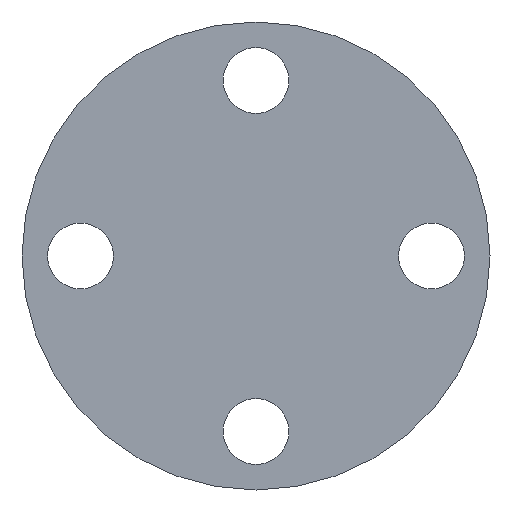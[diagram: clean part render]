
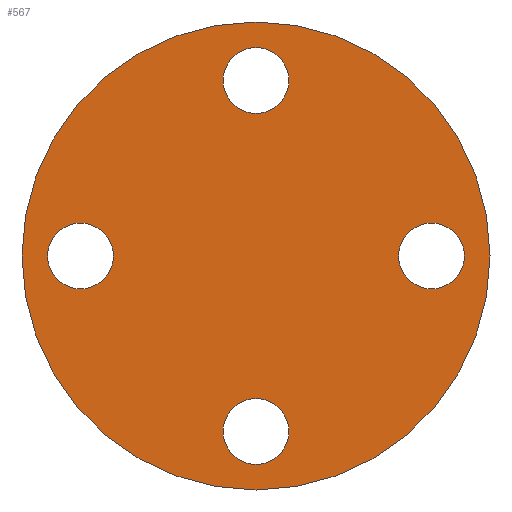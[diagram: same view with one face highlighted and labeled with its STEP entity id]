
A CAD part, front view. The second image highlights one B-rep face of the part: STEP entity #567.
In plain terms, the highlighted planar face has unit normal (0, -1, 0).
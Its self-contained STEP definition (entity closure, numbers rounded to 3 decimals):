
#27 = CARTESIAN_POINT ( 'NONE',  ( 0., 0., 14.25 ) ) ;
#30 = PLANE ( 'NONE',  #301 ) ;
#39 = ORIENTED_EDGE ( 'NONE', *, *, #375, .T. ) ;
#54 = CARTESIAN_POINT ( 'NONE',  ( -12., 0., 0. ) ) ;
#62 = CIRCLE ( 'NONE', #235, 2.25 ) ;
#63 = VERTEX_POINT ( 'NONE', #228 ) ;
#68 = FACE_BOUND ( 'NONE', #207, .T. ) ;
#69 = AXIS2_PLACEMENT_3D ( 'NONE', #486, #442, #250 ) ;
#75 = DIRECTION ( 'NONE',  ( 0., 1., 0. ) ) ;
#86 = DIRECTION ( 'NONE',  ( 0., 1., 0. ) ) ;
#103 = CIRCLE ( 'NONE', #578, 2.25 ) ;
#104 = CARTESIAN_POINT ( 'NONE',  ( 0., 0., 16. ) ) ;
#110 = CARTESIAN_POINT ( 'NONE',  ( 0., 0., -14.25 ) ) ;
#117 = VERTEX_POINT ( 'NONE', #310 ) ;
#118 = DIRECTION ( 'NONE',  ( 0., 0., 1. ) ) ;
#132 = CIRCLE ( 'NONE', #505, 16. ) ;
#140 = VERTEX_POINT ( 'NONE', #494 ) ;
#144 = CARTESIAN_POINT ( 'NONE',  ( 0., 0., 9.75 ) ) ;
#148 = CIRCLE ( 'NONE', #332, 2.25 ) ;
#153 = EDGE_CURVE ( 'NONE', #140, #447, #281, .T. ) ;
#159 = DIRECTION ( 'NONE',  ( 0., 1., 0. ) ) ;
#160 = VERTEX_POINT ( 'NONE', #27 ) ;
#161 = CARTESIAN_POINT ( 'NONE',  ( 0., 0., -9.75 ) ) ;
#175 = ORIENTED_EDGE ( 'NONE', *, *, #352, .T. ) ;
#188 = CARTESIAN_POINT ( 'NONE',  ( 12., 0., 0. ) ) ;
#190 = ORIENTED_EDGE ( 'NONE', *, *, #585, .F. ) ;
#207 = EDGE_LOOP ( 'NONE', ( #401, #230 ) ) ;
#208 = CARTESIAN_POINT ( 'NONE',  ( 0., 0., -12. ) ) ;
#214 = CARTESIAN_POINT ( 'NONE',  ( 0., 0., 0. ) ) ;
#216 = EDGE_CURVE ( 'NONE', #525, #587, #519, .T. ) ;
#228 = CARTESIAN_POINT ( 'NONE',  ( 0., 0., -16. ) ) ;
#230 = ORIENTED_EDGE ( 'NONE', *, *, #467, .T. ) ;
#232 = CARTESIAN_POINT ( 'NONE',  ( 0., 0., -12. ) ) ;
#235 = AXIS2_PLACEMENT_3D ( 'NONE', #331, #246, #523 ) ;
#245 = EDGE_LOOP ( 'NONE', ( #347, #39 ) ) ;
#246 = DIRECTION ( 'NONE',  ( 0., 1., 0. ) ) ;
#250 = DIRECTION ( 'NONE',  ( 0., 0., 1. ) ) ;
#258 = VERTEX_POINT ( 'NONE', #144 ) ;
#268 = FACE_BOUND ( 'NONE', #302, .T. ) ;
#278 = CARTESIAN_POINT ( 'NONE',  ( -12., 0., 0. ) ) ;
#281 = CIRCLE ( 'NONE', #351, 2.25 ) ;
#290 = DIRECTION ( 'NONE',  ( 0., 1., 0. ) ) ;
#294 = CIRCLE ( 'NONE', #575, 2.25 ) ;
#299 = DIRECTION ( 'NONE',  ( 0., 0., 1. ) ) ;
#300 = DIRECTION ( 'NONE',  ( 0., 1., 0. ) ) ;
#301 = AXIS2_PLACEMENT_3D ( 'NONE', #540, #312, #118 ) ;
#302 = EDGE_LOOP ( 'NONE', ( #319, #175 ) ) ;
#306 = EDGE_CURVE ( 'NONE', #160, #258, #62, .T. ) ;
#310 = CARTESIAN_POINT ( 'NONE',  ( 12., 0., 2.25 ) ) ;
#312 = DIRECTION ( 'NONE',  ( 0., 1., 0. ) ) ;
#319 = ORIENTED_EDGE ( 'NONE', *, *, #153, .T. ) ;
#327 = EDGE_CURVE ( 'NONE', #117, #460, #103, .T. ) ;
#331 = CARTESIAN_POINT ( 'NONE',  ( 0., 0., 12. ) ) ;
#332 = AXIS2_PLACEMENT_3D ( 'NONE', #188, #86, #566 ) ;
#336 = DIRECTION ( 'NONE',  ( 0., 1., 0. ) ) ;
#339 = AXIS2_PLACEMENT_3D ( 'NONE', #577, #300, #490 ) ;
#343 = CARTESIAN_POINT ( 'NONE',  ( 12., 0., -2.25 ) ) ;
#347 = ORIENTED_EDGE ( 'NONE', *, *, #327, .T. ) ;
#351 = AXIS2_PLACEMENT_3D ( 'NONE', #278, #358, #418 ) ;
#352 = EDGE_CURVE ( 'NONE', #447, #140, #529, .T. ) ;
#353 = ORIENTED_EDGE ( 'NONE', *, *, #479, .T. ) ;
#355 = ORIENTED_EDGE ( 'NONE', *, *, #216, .T. ) ;
#356 = FACE_OUTER_BOUND ( 'NONE', #531, .T. ) ;
#358 = DIRECTION ( 'NONE',  ( 0., 1., 0. ) ) ;
#375 = EDGE_CURVE ( 'NONE', #460, #117, #148, .T. ) ;
#384 = CIRCLE ( 'NONE', #339, 16. ) ;
#399 = ORIENTED_EDGE ( 'NONE', *, *, #439, .F. ) ;
#401 = ORIENTED_EDGE ( 'NONE', *, *, #306, .T. ) ;
#406 = FACE_BOUND ( 'NONE', #554, .T. ) ;
#418 = DIRECTION ( 'NONE',  ( 0., 0., 1. ) ) ;
#421 = VERTEX_POINT ( 'NONE', #104 ) ;
#439 = EDGE_CURVE ( 'NONE', #421, #63, #384, .T. ) ;
#440 = CIRCLE ( 'NONE', #69, 2.25 ) ;
#442 = DIRECTION ( 'NONE',  ( 0., 1., 0. ) ) ;
#447 = VERTEX_POINT ( 'NONE', #528 ) ;
#452 = AXIS2_PLACEMENT_3D ( 'NONE', #232, #75, #551 ) ;
#460 = VERTEX_POINT ( 'NONE', #343 ) ;
#467 = EDGE_CURVE ( 'NONE', #258, #160, #440, .T. ) ;
#476 = DIRECTION ( 'NONE',  ( 0., 0., 1. ) ) ;
#479 = EDGE_CURVE ( 'NONE', #587, #525, #294, .T. ) ;
#486 = CARTESIAN_POINT ( 'NONE',  ( 0., 0., 12. ) ) ;
#490 = DIRECTION ( 'NONE',  ( 0., 0., 1. ) ) ;
#494 = CARTESIAN_POINT ( 'NONE',  ( -12., 0., 2.25 ) ) ;
#496 = DIRECTION ( 'NONE',  ( 0., 0., 1. ) ) ;
#505 = AXIS2_PLACEMENT_3D ( 'NONE', #214, #544, #496 ) ;
#519 = CIRCLE ( 'NONE', #452, 2.25 ) ;
#523 = DIRECTION ( 'NONE',  ( 0., 0., 1. ) ) ;
#525 = VERTEX_POINT ( 'NONE', #110 ) ;
#528 = CARTESIAN_POINT ( 'NONE',  ( -12., 0., -2.25 ) ) ;
#529 = CIRCLE ( 'NONE', #547, 2.25 ) ;
#531 = EDGE_LOOP ( 'NONE', ( #190, #399 ) ) ;
#540 = CARTESIAN_POINT ( 'NONE',  ( 0., 0., 0. ) ) ;
#544 = DIRECTION ( 'NONE',  ( 0., 1., 0. ) ) ;
#547 = AXIS2_PLACEMENT_3D ( 'NONE', #54, #290, #476 ) ;
#551 = DIRECTION ( 'NONE',  ( 0., 0., 1. ) ) ;
#554 = EDGE_LOOP ( 'NONE', ( #353, #355 ) ) ;
#566 = DIRECTION ( 'NONE',  ( 0., 0., 1. ) ) ;
#567 = ADVANCED_FACE ( 'NONE', ( #406, #591, #68, #268, #356 ), #30, .F. ) ;
#575 = AXIS2_PLACEMENT_3D ( 'NONE', #208, #159, #299 ) ;
#577 = CARTESIAN_POINT ( 'NONE',  ( 0., 0., 0. ) ) ;
#578 = AXIS2_PLACEMENT_3D ( 'NONE', #607, #336, #616 ) ;
#585 = EDGE_CURVE ( 'NONE', #63, #421, #132, .T. ) ;
#587 = VERTEX_POINT ( 'NONE', #161 ) ;
#591 = FACE_BOUND ( 'NONE', #245, .T. ) ;
#607 = CARTESIAN_POINT ( 'NONE',  ( 12., 0., 0. ) ) ;
#616 = DIRECTION ( 'NONE',  ( 0., 0., 1. ) ) ;
